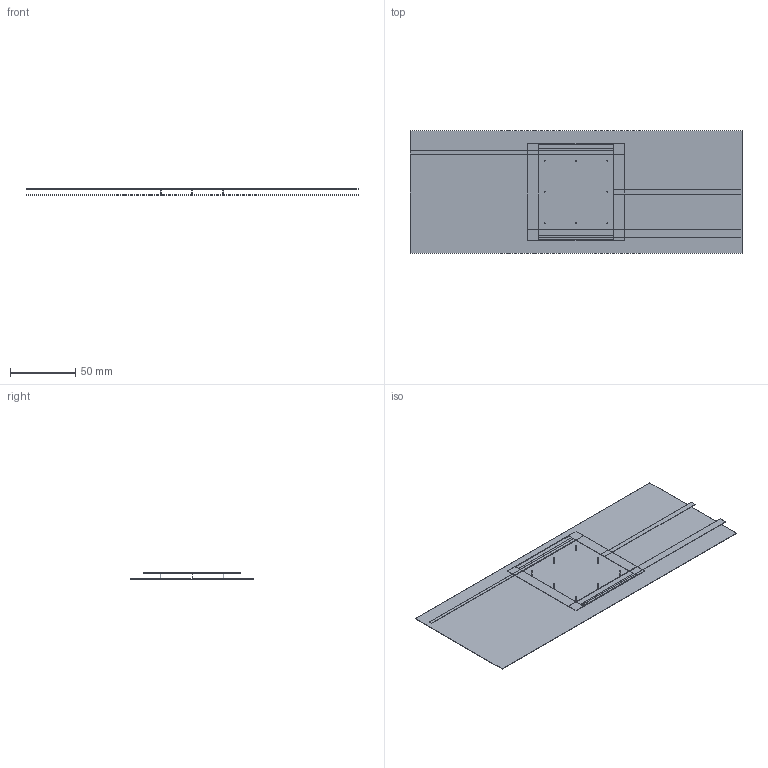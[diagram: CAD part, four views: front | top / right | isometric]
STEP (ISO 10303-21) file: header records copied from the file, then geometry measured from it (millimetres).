
FILE_DESCRIPTION(('FreeCAD Model'),'2;1');
FILE_NAME('Open CASCADE Shape Model','2025-11-12T22:30:39',('FreeCAD'),( 'FreeCAD'),'Open CASCADE STEP processor 7.8','FreeCAD','Unknown');
FILE_SCHEMA(('AUTOMOTIVE_DESIGN { 1 0 10303 214 1 1 1 1 }'));
Length unit declared in the file: millimetre
Products named in the file (1): Open CASCADE STEP translator 7.8 15
Bounding box: 254 x 94 x 5 mm (x, y, z)
Volume: 8504.3 mm3; surface area: 57432.2 mm2
Topology: 18 solids, 18 shells, 84 faces, 144 edges, 96 vertices
Faces by surface type: plane 76, cylinder 8
Full cylindrical faces by diameter (mm): 0.6 x8
Entity records: 1940 total; most frequent: DIRECTION 330, CARTESIAN_POINT 325, ORIENTED_EDGE 288, EDGE_CURVE 144, LINE 128, VECTOR 128, AXIS2_PLACEMENT_3D 101, VERTEX_POINT 96
